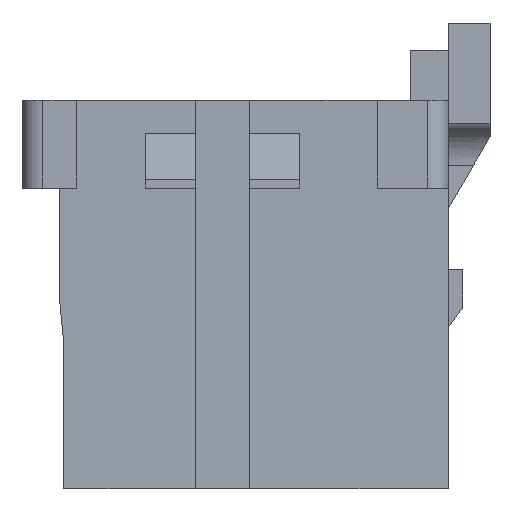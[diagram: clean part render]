
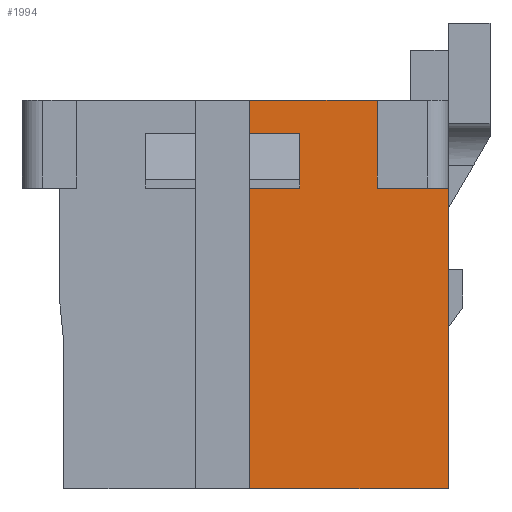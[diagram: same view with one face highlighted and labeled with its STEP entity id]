
A CAD part, left-side view. The second image highlights one B-rep face of the part: STEP entity #1994.
In plain terms, the highlighted planar face has unit normal (-1, 0, 0).
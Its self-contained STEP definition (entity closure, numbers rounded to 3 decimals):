
#1994 = ADVANCED_FACE( '', ( #4334 ), #4335, .F. );
#4334 = FACE_OUTER_BOUND( '', #7072, .T. );
#4335 = PLANE( '', #7073 );
#7072 = EDGE_LOOP( '', ( #13217, #13218, #13219, #13220, #13221, #13222, #13223, #13224, #13225, #13226 ) );
#7073 = AXIS2_PLACEMENT_3D( '', #13227, #13228, #13229 );
#13217 = ORIENTED_EDGE( '', *, *, #16963, .T. );
#13218 = ORIENTED_EDGE( '', *, *, #19160, .T. );
#13219 = ORIENTED_EDGE( '', *, *, #18772, .F. );
#13220 = ORIENTED_EDGE( '', *, *, #19161, .F. );
#13221 = ORIENTED_EDGE( '', *, *, #17350, .F. );
#13222 = ORIENTED_EDGE( '', *, *, #16907, .F. );
#13223 = ORIENTED_EDGE( '', *, *, #19162, .F. );
#13224 = ORIENTED_EDGE( '', *, *, #19163, .F. );
#13225 = ORIENTED_EDGE( '', *, *, #18768, .F. );
#13226 = ORIENTED_EDGE( '', *, *, #19164, .T. );
#13227 = CARTESIAN_POINT( '', ( -14.8, 0., 0. ) );
#13228 = DIRECTION( '', ( 1., 0., 0. ) );
#13229 = DIRECTION( '', ( 0., 0., -1. ) );
#16907 = EDGE_CURVE( '', #20500, #20494, #20502, .T. );
#16963 = EDGE_CURVE( '', #20600, #20601, #20602, .T. );
#17350 = EDGE_CURVE( '', #20494, #21262, #21263, .T. );
#18768 = EDGE_CURVE( '', #23412, #23414, #23415, .T. );
#18772 = EDGE_CURVE( '', #23420, #23422, #23423, .T. );
#19160 = EDGE_CURVE( '', #20601, #23422, #23934, .T. );
#19161 = EDGE_CURVE( '', #21262, #23420, #23935, .T. );
#19162 = EDGE_CURVE( '', #23936, #20500, #23937, .T. );
#19163 = EDGE_CURVE( '', #23414, #23936, #23938, .T. );
#19164 = EDGE_CURVE( '', #23412, #20600, #23939, .T. );
#20494 = VERTEX_POINT( '', #25616 );
#20500 = VERTEX_POINT( '', #25624 );
#20502 = LINE( '', #25627, #25628 );
#20600 = VERTEX_POINT( '', #25771 );
#20601 = VERTEX_POINT( '', #25772 );
#20602 = LINE( '', #25773, #25774 );
#21262 = VERTEX_POINT( '', #26749 );
#21263 = LINE( '', #26750, #26751 );
#23412 = VERTEX_POINT( '', #29979 );
#23414 = VERTEX_POINT( '', #29982 );
#23415 = LINE( '', #29983, #29984 );
#23420 = VERTEX_POINT( '', #29991 );
#23422 = VERTEX_POINT( '', #29994 );
#23423 = LINE( '', #29995, #29996 );
#23934 = LINE( '', #30795, #30796 );
#23935 = LINE( '', #30797, #30798 );
#23936 = VERTEX_POINT( '', #30799 );
#23937 = LINE( '', #30800, #30801 );
#23938 = LINE( '', #30802, #30803 );
#23939 = LINE( '', #30804, #30805 );
#25616 = CARTESIAN_POINT( '', ( -14.8, -5.1, 2.55 ) );
#25624 = CARTESIAN_POINT( '', ( -14.8, -3.4, 2.55 ) );
#25627 = CARTESIAN_POINT( '', ( -14.8, -3.4, 2.55 ) );
#25628 = VECTOR( '', #32301, 1000. );
#25771 = CARTESIAN_POINT( '', ( -14.8, -1.55, 3.85 ) );
#25772 = CARTESIAN_POINT( '', ( -14.8, -1.55, 2.55 ) );
#25773 = CARTESIAN_POINT( '', ( -14.8, -1.55, 3.85 ) );
#25774 = VECTOR( '', #32347, 1000. );
#26749 = CARTESIAN_POINT( '', ( -14.8, -5.1, -4.65 ) );
#26750 = CARTESIAN_POINT( '', ( -14.8, -5.1, 4.65 ) );
#26751 = VECTOR( '', #32672, 1000. );
#29979 = CARTESIAN_POINT( '', ( -14.8, -0.35, 3.85 ) );
#29982 = CARTESIAN_POINT( '', ( -14.8, -0.35, 4.65 ) );
#29983 = CARTESIAN_POINT( '', ( -14.8, -0.35, -4.65 ) );
#29984 = VECTOR( '', #33831, 1000. );
#29991 = CARTESIAN_POINT( '', ( -14.8, -0.35, -4.65 ) );
#29994 = CARTESIAN_POINT( '', ( -14.8, -0.35, 2.55 ) );
#29995 = CARTESIAN_POINT( '', ( -14.8, -0.35, -4.65 ) );
#29996 = VECTOR( '', #33835, 1000. );
#30795 = CARTESIAN_POINT( '', ( -14.8, -1.55, 2.55 ) );
#30796 = VECTOR( '', #34127, 1000. );
#30797 = CARTESIAN_POINT( '', ( -14.8, -5.1, -4.65 ) );
#30798 = VECTOR( '', #34128, 1000. );
#30799 = CARTESIAN_POINT( '', ( -14.8, -3.4, 4.65 ) );
#30800 = CARTESIAN_POINT( '', ( -14.8, -3.4, 4.65 ) );
#30801 = VECTOR( '', #34129, 1000. );
#30802 = CARTESIAN_POINT( '', ( -14.8, 5.1, 4.65 ) );
#30803 = VECTOR( '', #34130, 1000. );
#30804 = CARTESIAN_POINT( '', ( -14.8, -0.35, 3.85 ) );
#30805 = VECTOR( '', #34131, 1000. );
#32301 = DIRECTION( '', ( 0., -1., 0. ) );
#32347 = DIRECTION( '', ( 0., 0., -1. ) );
#32672 = DIRECTION( '', ( 0., 0., -1. ) );
#33831 = DIRECTION( '', ( 0., 0., 1. ) );
#33835 = DIRECTION( '', ( 0., 0., 1. ) );
#34127 = DIRECTION( '', ( 0., 1., 0. ) );
#34128 = DIRECTION( '', ( 0., 1., 0. ) );
#34129 = DIRECTION( '', ( 0., 0., -1. ) );
#34130 = DIRECTION( '', ( 0., -1., 0. ) );
#34131 = DIRECTION( '', ( 0., -1., 0. ) );
